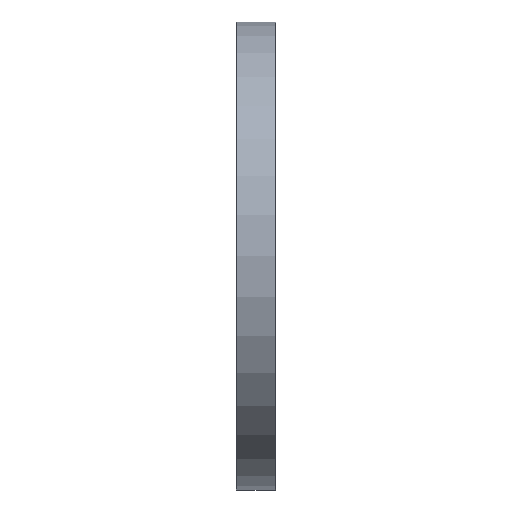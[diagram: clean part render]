
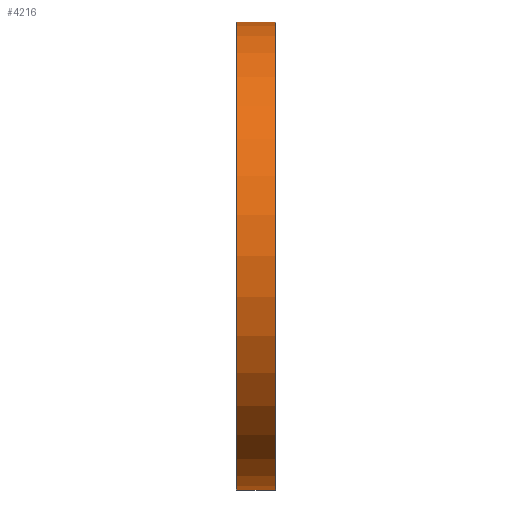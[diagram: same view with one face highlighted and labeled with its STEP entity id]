
A CAD part, left-side view. The second image highlights one B-rep face of the part: STEP entity #4216.
In plain terms, the highlighted cylindrical face has radius 153 mm (diameter 306 mm), a partial arc.
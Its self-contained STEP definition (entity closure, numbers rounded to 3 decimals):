
#2634 = CARTESIAN_POINT ( 'NONE',  ( 0., 0.3, 153. ) ) ;
#2660 = CARTESIAN_POINT ( 'NONE',  ( 0., 0.3, -153. ) ) ;
#2896 = CARTESIAN_POINT ( 'NONE',  ( 0., 25.6, -153. ) ) ;
#2908 = CARTESIAN_POINT ( 'NONE',  ( 0., 25.6, 153. ) ) ;
#3185 = AXIS2_PLACEMENT_3D ( 'NONE', #3190, #3188, #3187 ) ;
#3187 = DIRECTION ( 'NONE',  ( 0., 0., -1. ) ) ;
#3188 = DIRECTION ( 'NONE',  ( 0., -1., 0. ) ) ;
#3190 = CARTESIAN_POINT ( 'NONE',  ( 0., 25.6, 0. ) ) ;
#3195 = CIRCLE ( 'NONE', #3185, 153. ) ;
#3215 = CARTESIAN_POINT ( 'NONE',  ( 0., -10.137, -153. ) ) ;
#3216 = LINE ( 'NONE', #3215, #3230 ) ;
#3222 = FACE_OUTER_BOUND ( 'NONE', #4299, .T. ) ;
#3225 = AXIS2_PLACEMENT_3D ( 'NONE', #3245, #3244, #3243 ) ;
#3229 = DIRECTION ( 'NONE',  ( 0., -1., 0. ) ) ;
#3230 = VECTOR ( 'NONE', #3229, 1000. ) ;
#3241 = CYLINDRICAL_SURFACE ( 'NONE', #3225, 153. ) ;
#3243 = DIRECTION ( 'NONE',  ( 0., 0., -1. ) ) ;
#3244 = DIRECTION ( 'NONE',  ( 0., -1., 0. ) ) ;
#3245 = CARTESIAN_POINT ( 'NONE',  ( 0., -10.137, 0. ) ) ;
#3252 = DIRECTION ( 'NONE',  ( 0., 0., 1. ) ) ;
#3270 = CARTESIAN_POINT ( 'NONE',  ( 0., 0.3, 0. ) ) ;
#3273 = DIRECTION ( 'NONE',  ( 0., 1., 0. ) ) ;
#3274 = CIRCLE ( 'NONE', #3275, 153. ) ;
#3275 = AXIS2_PLACEMENT_3D ( 'NONE', #3270, #3273, #3252 ) ;
#3288 = CARTESIAN_POINT ( 'NONE',  ( 0., -10.137, 153. ) ) ;
#3316 = DIRECTION ( 'NONE',  ( 0., -1., 0. ) ) ;
#3317 = VECTOR ( 'NONE', #3316, 1000. ) ;
#3323 = LINE ( 'NONE', #3288, #3317 ) ;
#4022 = VERTEX_POINT ( 'NONE', #2660 ) ;
#4031 = VERTEX_POINT ( 'NONE', #2634 ) ;
#4066 = VERTEX_POINT ( 'NONE', #2896 ) ;
#4071 = VERTEX_POINT ( 'NONE', #2908 ) ;
#4211 = ORIENTED_EDGE ( 'NONE', *, *, #4234, .T. ) ;
#4212 = ORIENTED_EDGE ( 'NONE', *, *, #4251, .T. ) ;
#4216 = ADVANCED_FACE ( 'NONE', ( #3222 ), #3241, .T. ) ;
#4217 = ORIENTED_EDGE ( 'NONE', *, *, #4267, .F. ) ;
#4234 = EDGE_CURVE ( 'NONE', #4066, #4022, #3216, .T. ) ;
#4251 = EDGE_CURVE ( 'NONE', #4022, #4031, #3274, .T. ) ;
#4257 = ORIENTED_EDGE ( 'NONE', *, *, #4258, .T. ) ;
#4258 = EDGE_CURVE ( 'NONE', #4071, #4066, #3195, .T. ) ;
#4267 = EDGE_CURVE ( 'NONE', #4071, #4031, #3323, .T. ) ;
#4299 = EDGE_LOOP ( 'NONE', ( #4217, #4257, #4211, #4212 ) ) ;
